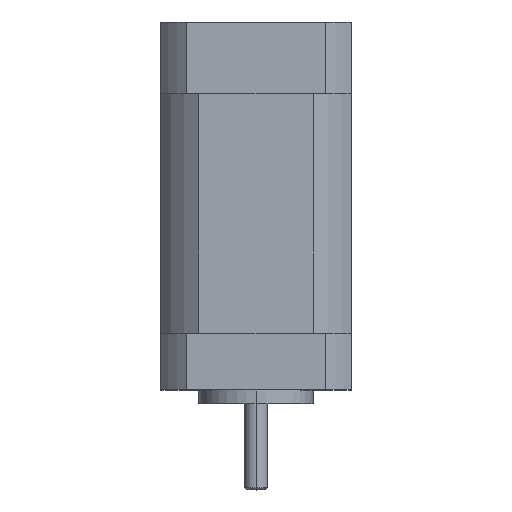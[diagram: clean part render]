
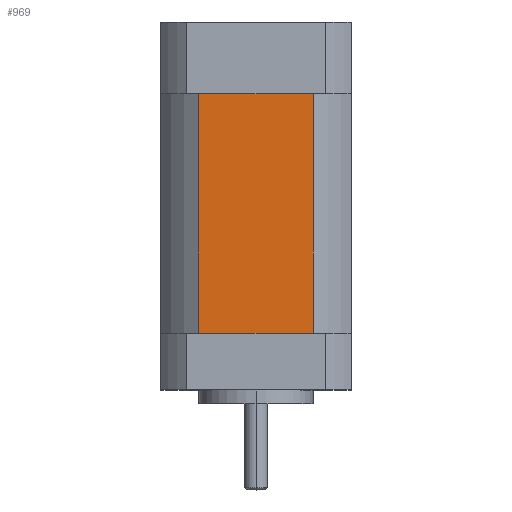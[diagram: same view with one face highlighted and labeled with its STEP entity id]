
A CAD part, top view. The second image highlights one B-rep face of the part: STEP entity #969.
In plain terms, the highlighted planar face has unit normal (0, 0, 1).
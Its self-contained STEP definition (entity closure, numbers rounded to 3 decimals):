
#203 = DIRECTION ( 'NONE',  ( 0., 0., 1. ) ) ;
#243 = DIRECTION ( 'NONE',  ( 0., -1., 0. ) ) ;
#435 = ORIENTED_EDGE ( 'NONE', *, *, #1805, .T. ) ;
#481 = LINE ( 'NONE', #3820, #2323 ) ;
#530 = ORIENTED_EDGE ( 'NONE', *, *, #600, .T. ) ;
#600 = EDGE_CURVE ( 'NONE', #1334, #976, #2663, .T. ) ;
#680 = CARTESIAN_POINT ( 'NONE',  ( 12.62, -8.2, 21. ) ) ;
#919 = DIRECTION ( 'NONE',  ( -1., 0., 0. ) ) ;
#969 = ADVANCED_FACE ( 'NONE', ( #2783 ), #1550, .T. ) ;
#976 = VERTEX_POINT ( 'NONE', #1609 ) ;
#1010 = CARTESIAN_POINT ( 'NONE',  ( -15.33, 44.5, 21. ) ) ;
#1334 = VERTEX_POINT ( 'NONE', #1517 ) ;
#1354 = ORIENTED_EDGE ( 'NONE', *, *, #3478, .F. ) ;
#1473 = DIRECTION ( 'NONE',  ( 0., 1., 0. ) ) ;
#1517 = CARTESIAN_POINT ( 'NONE',  ( -12.62, 44.5, 21. ) ) ;
#1538 = ORIENTED_EDGE ( 'NONE', *, *, #2985, .T. ) ;
#1550 = PLANE ( 'NONE',  #3971 ) ;
#1589 = VECTOR ( 'NONE', #243, 1000. ) ;
#1609 = CARTESIAN_POINT ( 'NONE',  ( -12.62, -8.2, 21. ) ) ;
#1795 = LINE ( 'NONE', #1829, #2258 ) ;
#1805 = EDGE_CURVE ( 'NONE', #2084, #1334, #3538, .T. ) ;
#1829 = CARTESIAN_POINT ( 'NONE',  ( 12.62, 0., 21. ) ) ;
#2084 = VERTEX_POINT ( 'NONE', #3067 ) ;
#2258 = VECTOR ( 'NONE', #1473, 1000. ) ;
#2265 = CARTESIAN_POINT ( 'NONE',  ( -15.33, 0., 21. ) ) ;
#2323 = VECTOR ( 'NONE', #919, 1000. ) ;
#2461 = EDGE_LOOP ( 'NONE', ( #1538, #435, #530, #1354 ) ) ;
#2663 = LINE ( 'NONE', #3065, #1589 ) ;
#2783 = FACE_OUTER_BOUND ( 'NONE', #2461, .T. ) ;
#2932 = DIRECTION ( 'NONE',  ( -1., 0., 0. ) ) ;
#2985 = EDGE_CURVE ( 'NONE', #3293, #2084, #1795, .T. ) ;
#3039 = DIRECTION ( 'NONE',  ( 1., 0., 0. ) ) ;
#3065 = CARTESIAN_POINT ( 'NONE',  ( -12.62, 0., 21. ) ) ;
#3067 = CARTESIAN_POINT ( 'NONE',  ( 12.62, 44.5, 21. ) ) ;
#3293 = VERTEX_POINT ( 'NONE', #680 ) ;
#3478 = EDGE_CURVE ( 'NONE', #3293, #976, #481, .T. ) ;
#3538 = LINE ( 'NONE', #1010, #3750 ) ;
#3750 = VECTOR ( 'NONE', #2932, 1000. ) ;
#3820 = CARTESIAN_POINT ( 'NONE',  ( -15.33, -8.2, 21. ) ) ;
#3971 = AXIS2_PLACEMENT_3D ( 'NONE', #2265, #203, #3039 ) ;
